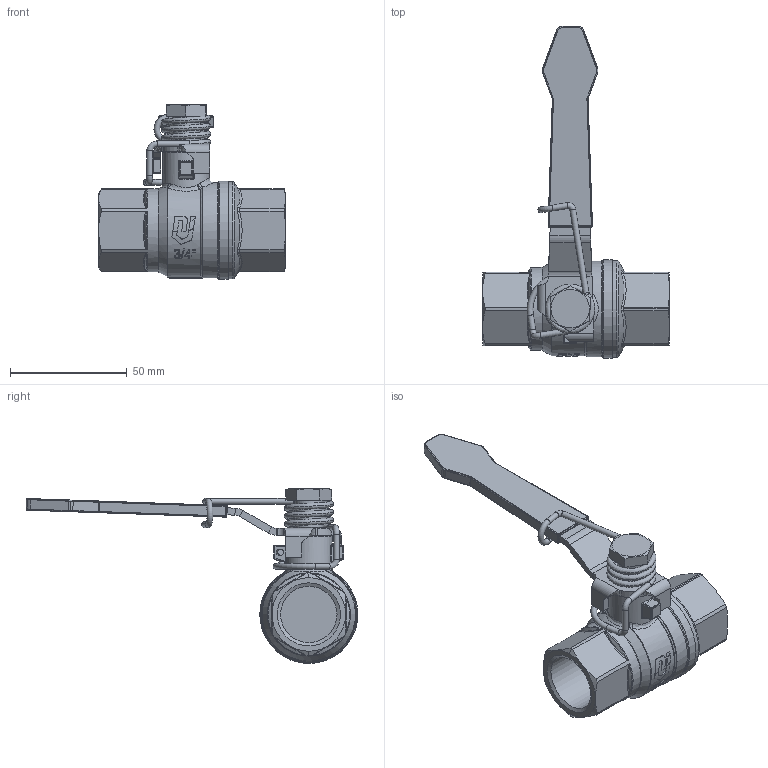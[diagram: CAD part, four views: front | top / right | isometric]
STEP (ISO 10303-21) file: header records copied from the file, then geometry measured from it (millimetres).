
FILE_DESCRIPTION(('HOOPS Exchange Step'),'2;1');
FILE_NAME('GK13_DN20.stp','2025-12-10T14:14:24+01:00',('nieru'),('Unknown organisation'),'HOOPS Exchange 2024.2','HOOPS Exchange','Unknown authorisation');
FILE_SCHEMA( ('AP203_CONFIGURATION_CONTROLLED_3D_DESIGN_OF_MECHANICAL_PARTS_AND_ASSEMBLIES_MIM_LF') );
Length unit declared in the file: millimetre
Products named in the file (2): 0; root
Assembly tree (1 placements, depth 2):
  root
    0
Bounding box: 80 x 142.03 x 74.9 mm (x, y, z)
Volume: 84613.1 mm3; surface area: 26170.2 mm2
Topology: 1 solids, 3 shells, 659 faces, 1762 edges, 1123 vertices
Faces by surface type: plane 197, bspline 180, cylinder 179, torus 55, cone 30, sphere 18
Full cylindrical faces by diameter (mm): 2.5 x7, 12 x1, 12.98 x1, 20 x1, 24.117 x2, 35.5 x1, 41 x1, 41.5 x1, 42 x1
Entity records: 29377 total; most frequent: CARTESIAN_POINT 14460, ORIENTED_EDGE 3496, DIRECTION 2425, EDGE_CURVE 1748, VERTEX_POINT 1123, AXIS2_PLACEMENT_3D 955, EDGE_LOOP 693, FACE_BOUND 693
